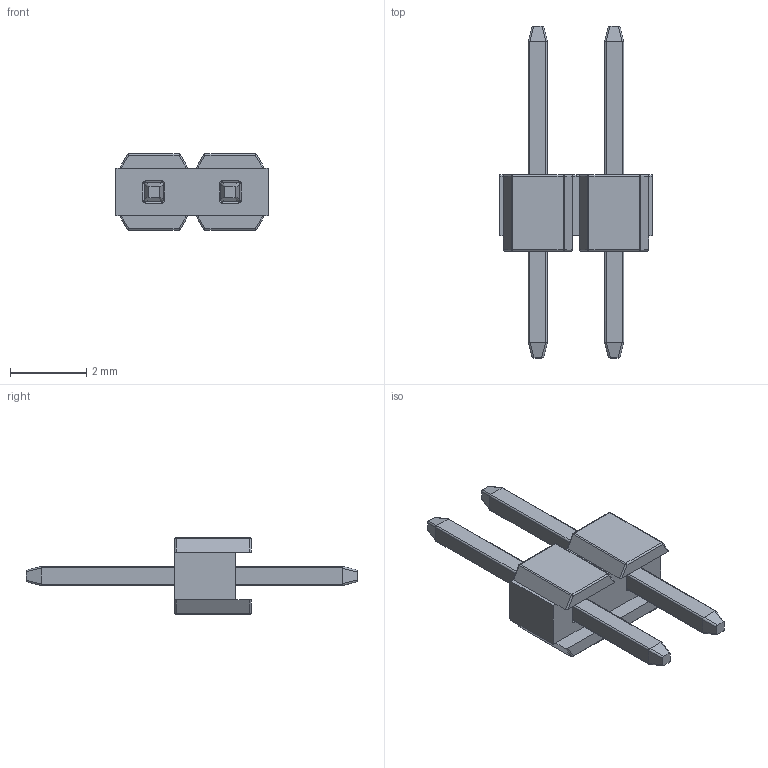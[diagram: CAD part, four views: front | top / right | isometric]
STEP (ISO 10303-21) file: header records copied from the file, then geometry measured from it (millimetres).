
FILE_DESCRIPTION (( 'STEP AP214' ), '1' );
FILE_NAME ('2PH1-02-UA.STEP', '2019-04-09T18:30:12', ( '' ), ( '' ), 'SwSTEP 2.0', 'SolidWorks 2014', '' );
FILE_SCHEMA (( 'AUTOMOTIVE_DESIGN' ));
Length unit declared in the file: millimetre
Products named in the file (1): 2PH1-02-UA
Bounding box: 4 x 8.7 x 2 mm (x, y, z)
Volume: 16.1 mm3; surface area: 79.8 mm2
Topology: 5 solids, 5 shells, 206 faces, 508 edges, 296 vertices
Faces by surface type: cylinder 96, plane 78, torus 16, sphere 16
Entity records: 6048 total; most frequent: CARTESIAN_POINT 1355, ORIENTED_EDGE 984, DIRECTION 960, EDGE_CURVE 492, AXIS2_PLACEMENT_3D 341, VERTEX_POINT 296, LINE 278, VECTOR 278
